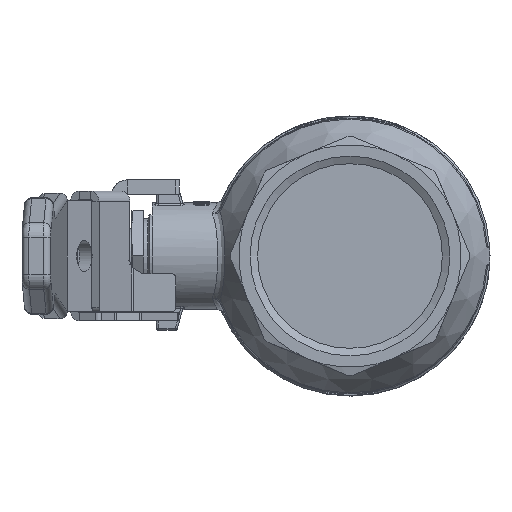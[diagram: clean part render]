
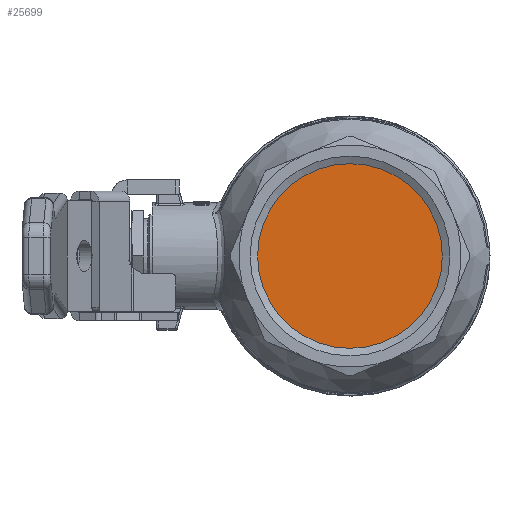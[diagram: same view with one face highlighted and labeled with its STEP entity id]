
A CAD part, left-side view. The second image highlights one B-rep face of the part: STEP entity #25699.
In plain terms, the highlighted planar face has unit normal (-1, 0, 0).
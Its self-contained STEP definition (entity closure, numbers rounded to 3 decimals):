
#2038=PLANE('',#27274);
#2764=FACE_OUTER_BOUND('',#4221,.T.);
#4221=EDGE_LOOP('',(#16967));
#9782=CIRCLE('',#27272,22.423);
#10388=VERTEX_POINT('',#34698);
#12937=EDGE_CURVE('',#10388,#10388,#9782,.T.);
#16967=ORIENTED_EDGE('',*,*,#12937,.T.);
#25699=ADVANCED_FACE('',(#2764),#2038,.F.);
#27272=AXIS2_PLACEMENT_3D('',#34699,#29201,#29202);
#27274=AXIS2_PLACEMENT_3D('',#34703,#29206,#29207);
#29201=DIRECTION('center_axis',(-1.,0.,0.));
#29202=DIRECTION('ref_axis',(0.,0.,1.));
#29206=DIRECTION('center_axis',(1.,0.,0.));
#29207=DIRECTION('ref_axis',(0.,0.,-1.));
#34698=CARTESIAN_POINT('',(-29.5,-22.423,0.));
#34699=CARTESIAN_POINT('Origin',(-29.5,0.,0.));
#34703=CARTESIAN_POINT('Origin',(-29.5,22.423,0.));
